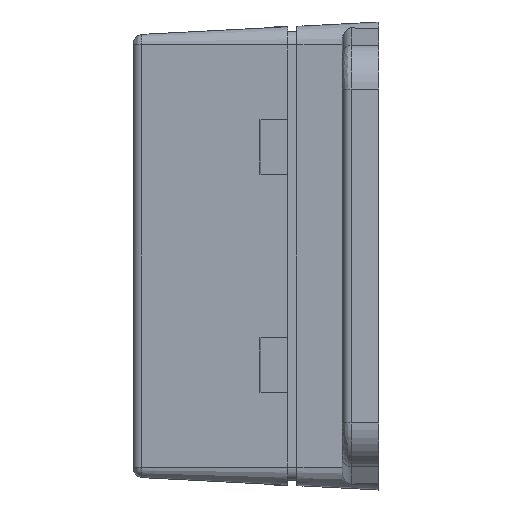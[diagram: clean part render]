
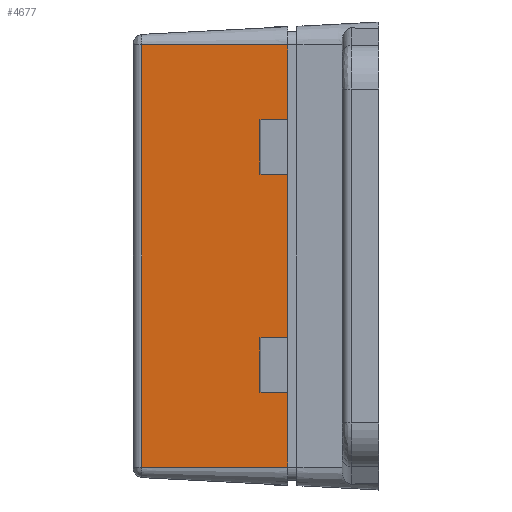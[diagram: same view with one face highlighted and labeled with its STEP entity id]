
A CAD part, left-side view. The second image highlights one B-rep face of the part: STEP entity #4677.
In plain terms, the highlighted planar face has unit normal (-0.999, 0.052, 0).
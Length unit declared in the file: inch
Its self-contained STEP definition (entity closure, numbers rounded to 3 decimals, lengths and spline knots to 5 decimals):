
#160 = VECTOR ( 'NONE', #5901, 39.37008 ) ;
#170 = VECTOR ( 'NONE', #5956, 39.37008 ) ;
#172 = VECTOR ( 'NONE', #5912, 39.37008 ) ;
#174 = VECTOR ( 'NONE', #5918, 39.37008 ) ;
#176 = VECTOR ( 'NONE', #5924, 39.37008 ) ;
#179 = VECTOR ( 'NONE', #5932, 39.37008 ) ;
#182 = VECTOR ( 'NONE', #5938, 39.37008 ) ;
#186 = VECTOR ( 'NONE', #5950, 39.37008 ) ;
#189 = VECTOR ( 'NONE', #5959, 39.37008 ) ;
#194 = VECTOR ( 'NONE', #5972, 39.37008 ) ;
#200 = VECTOR ( 'NONE', #5986, 39.37008 ) ;
#204 = VECTOR ( 'NONE', #6000, 39.37008 ) ;
#1016 = ORIENTED_EDGE ( 'NONE', *, *, #4924, .T. ) ;
#1017 = ORIENTED_EDGE ( 'NONE', *, *, #4925, .T. ) ;
#1018 = ORIENTED_EDGE ( 'NONE', *, *, #4905, .T. ) ;
#1019 = ORIENTED_EDGE ( 'NONE', *, *, #4909, .T. ) ;
#1020 = ORIENTED_EDGE ( 'NONE', *, *, #4911, .T. ) ;
#1021 = ORIENTED_EDGE ( 'NONE', *, *, #4913, .T. ) ;
#1022 = ORIENTED_EDGE ( 'NONE', *, *, #4934, .T. ) ;
#1023 = ORIENTED_EDGE ( 'NONE', *, *, #4929, .T. ) ;
#1024 = ORIENTED_EDGE ( 'NONE', *, *, #4938, .F. ) ;
#1025 = ORIENTED_EDGE ( 'NONE', *, *, #4916, .T. ) ;
#1026 = ORIENTED_EDGE ( 'NONE', *, *, #4918, .T. ) ;
#1027 = ORIENTED_EDGE ( 'NONE', *, *, #4922, .T. ) ;
#1868 = EDGE_LOOP ( 'NONE', ( #1016, #1017, #1018, #1019, #1020, #1021, #1022, #1023, #1024, #1025, #1026, #1027 ) ) ;
#2605 = VERTEX_POINT ( 'NONE', #4112 ) ;
#2626 = VERTEX_POINT ( 'NONE', #4133 ) ;
#2638 = VERTEX_POINT ( 'NONE', #4145 ) ;
#2642 = VERTEX_POINT ( 'NONE', #4149 ) ;
#2643 = VERTEX_POINT ( 'NONE', #4150 ) ;
#2645 = VERTEX_POINT ( 'NONE', #4152 ) ;
#2646 = VERTEX_POINT ( 'NONE', #4153 ) ;
#2647 = VERTEX_POINT ( 'NONE', #4154 ) ;
#2648 = VERTEX_POINT ( 'NONE', #4155 ) ;
#2651 = VERTEX_POINT ( 'NONE', #4158 ) ;
#2653 = VERTEX_POINT ( 'NONE', #4160 ) ;
#2655 = VERTEX_POINT ( 'NONE', #4162 ) ;
#4112 = CARTESIAN_POINT ( 'NONE',  ( -0.95113, 1.02568, -0.91339 ) ) ;
#4133 = CARTESIAN_POINT ( 'NONE',  ( -0.95113, 1.02568, 0.91339 ) ) ;
#4145 = CARTESIAN_POINT ( 'NONE',  ( -0.98425, 0.3937, 0.35433 ) ) ;
#4149 = CARTESIAN_POINT ( 'NONE',  ( -0.98425, 0.3937, 0.59055 ) ) ;
#4150 = CARTESIAN_POINT ( 'NONE',  ( -0.98425, 0.3937, -0.35433 ) ) ;
#4152 = CARTESIAN_POINT ( 'NONE',  ( -0.98425, 0.3937, -0.59055 ) ) ;
#4153 = CARTESIAN_POINT ( 'NONE',  ( -0.97794, 0.5142, 0.59055 ) ) ;
#4154 = CARTESIAN_POINT ( 'NONE',  ( -0.97794, 0.5142, 0.35433 ) ) ;
#4155 = CARTESIAN_POINT ( 'NONE',  ( -0.97794, 0.5142, -0.59055 ) ) ;
#4158 = CARTESIAN_POINT ( 'NONE',  ( -0.98425, 0.3937, -0.91339 ) ) ;
#4160 = CARTESIAN_POINT ( 'NONE',  ( -0.97794, 0.5142, -0.35433 ) ) ;
#4162 = CARTESIAN_POINT ( 'NONE',  ( -0.98425, 0.3937, 0.91339 ) ) ;
#4486 = AXIS2_PLACEMENT_3D ( 'NONE', #5105, #5111, #5112 ) ;
#4677 = ADVANCED_FACE ( 'NONE', ( #5108 ), #5109, .T. ) ;
#4905 = EDGE_CURVE ( 'NONE', #2643, #2638, #5893, .T. ) ;
#4909 = EDGE_CURVE ( 'NONE', #2638, #2647, #5910, .T. ) ;
#4911 = EDGE_CURVE ( 'NONE', #2647, #2646, #5916, .T. ) ;
#4913 = EDGE_CURVE ( 'NONE', #2646, #2642, #5922, .T. ) ;
#4916 = EDGE_CURVE ( 'NONE', #2605, #2651, #5903, .T. ) ;
#4918 = EDGE_CURVE ( 'NONE', #2651, #2645, #5936, .T. ) ;
#4922 = EDGE_CURVE ( 'NONE', #2645, #2648, #5948, .T. ) ;
#4924 = EDGE_CURVE ( 'NONE', #2648, #2653, #5928, .T. ) ;
#4925 = EDGE_CURVE ( 'NONE', #2653, #2643, #5957, .T. ) ;
#4929 = EDGE_CURVE ( 'NONE', #2655, #2626, #5970, .T. ) ;
#4934 = EDGE_CURVE ( 'NONE', #2642, #2655, #5984, .T. ) ;
#4938 = EDGE_CURVE ( 'NONE', #2605, #2626, #5988, .T. ) ;
#5105 = CARTESIAN_POINT ( 'NONE',  ( -0.98425, 0.3937, -0.99213 ) ) ;
#5108 = FACE_OUTER_BOUND ( 'NONE', #1868, .T. ) ;
#5109 = PLANE ( 'NONE',  #4486 ) ;
#5111 = DIRECTION ( 'NONE',  ( -0.999, 0.052, 0. ) ) ;
#5112 = DIRECTION ( 'NONE',  ( -0.052, -0.999, 0. ) ) ;
#5893 = LINE ( 'NONE', #5899, #160 ) ;
#5899 = CARTESIAN_POINT ( 'NONE',  ( -0.98425, 0.3937, -0.99213 ) ) ;
#5900 = CARTESIAN_POINT ( 'NONE',  ( -0.98425, 0.3937, -0.91339 ) ) ;
#5901 = DIRECTION ( 'NONE',  ( 0., 0., 1. ) ) ;
#5903 = LINE ( 'NONE', #5900, #179 ) ;
#5910 = LINE ( 'NONE', #5911, #172 ) ;
#5911 = CARTESIAN_POINT ( 'NONE',  ( -0.98425, 0.3937, 0.35433 ) ) ;
#5912 = DIRECTION ( 'NONE',  ( 0.052, 0.999, 0. ) ) ;
#5916 = LINE ( 'NONE', #5917, #174 ) ;
#5917 = CARTESIAN_POINT ( 'NONE',  ( -0.97794, 0.5142, -0.99213 ) ) ;
#5918 = DIRECTION ( 'NONE',  ( 0., 0., 1. ) ) ;
#5922 = LINE ( 'NONE', #5923, #176 ) ;
#5923 = CARTESIAN_POINT ( 'NONE',  ( -0.98425, 0.3937, 0.59055 ) ) ;
#5924 = DIRECTION ( 'NONE',  ( -0.052, -0.999, 0. ) ) ;
#5928 = LINE ( 'NONE', #5955, #170 ) ;
#5932 = DIRECTION ( 'NONE',  ( -0.052, -0.999, 0. ) ) ;
#5936 = LINE ( 'NONE', #5937, #182 ) ;
#5937 = CARTESIAN_POINT ( 'NONE',  ( -0.98425, 0.3937, -0.99213 ) ) ;
#5938 = DIRECTION ( 'NONE',  ( 0., 0., 1. ) ) ;
#5948 = LINE ( 'NONE', #5949, #186 ) ;
#5949 = CARTESIAN_POINT ( 'NONE',  ( -0.98425, 0.3937, -0.59055 ) ) ;
#5950 = DIRECTION ( 'NONE',  ( 0.052, 0.999, 0. ) ) ;
#5955 = CARTESIAN_POINT ( 'NONE',  ( -0.97794, 0.5142, -0.99213 ) ) ;
#5956 = DIRECTION ( 'NONE',  ( 0., 0., 1. ) ) ;
#5957 = LINE ( 'NONE', #5958, #189 ) ;
#5958 = CARTESIAN_POINT ( 'NONE',  ( -0.98425, 0.3937, -0.35433 ) ) ;
#5959 = DIRECTION ( 'NONE',  ( -0.052, -0.999, 0. ) ) ;
#5970 = LINE ( 'NONE', #5971, #194 ) ;
#5971 = CARTESIAN_POINT ( 'NONE',  ( -0.98425, 0.3937, 0.91339 ) ) ;
#5972 = DIRECTION ( 'NONE',  ( 0.052, 0.999, 0. ) ) ;
#5984 = LINE ( 'NONE', #5985, #200 ) ;
#5985 = CARTESIAN_POINT ( 'NONE',  ( -0.98425, 0.3937, -0.99213 ) ) ;
#5986 = DIRECTION ( 'NONE',  ( 0., 0., 1. ) ) ;
#5988 = LINE ( 'NONE', #5998, #204 ) ;
#5998 = CARTESIAN_POINT ( 'NONE',  ( -0.95113, 1.02568, -0.91339 ) ) ;
#6000 = DIRECTION ( 'NONE',  ( 0., 0., 1. ) ) ;
